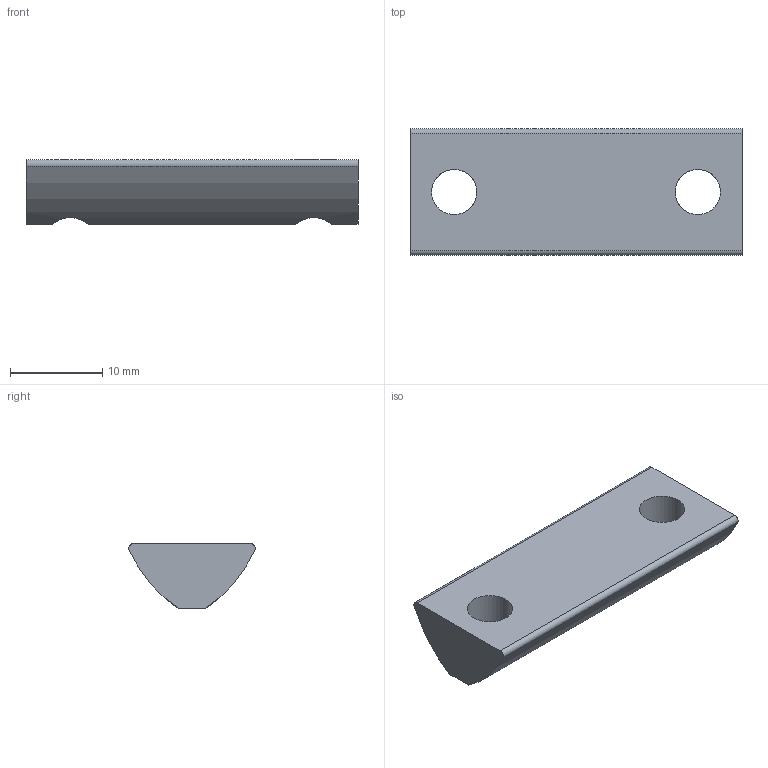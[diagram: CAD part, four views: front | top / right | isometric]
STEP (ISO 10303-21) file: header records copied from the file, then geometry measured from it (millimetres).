
FILE_DESCRIPTION(/* description */ ('Alibre Inc.'),/* implementation_level */ '2;1');
FILE_NAME(/* name */ 'export-9E3E0E55-9F00-4379-BB31-6942B2F7C51B',/* time_stamp */ '2021-01-04T21:16:12+01:00',/* author */ (''),/* organization */ (''),/* preprocessor_version */ 'ST-DEVELOPER v17',/* originating_system */ 'Alibre',/* authorisation */ '');
FILE_SCHEMA (('AUTOMOTIVE_DESIGN'));
Length unit declared in the file: millimetre
Products named in the file (1): _096006D36
Bounding box: 36 x 13.7 x 7 mm (x, y, z)
Volume: 2191.3 mm3; surface area: 1503.5 mm2
Topology: 1 solids, 1 shells, 12 faces, 36 edges, 24 vertices
Faces by surface type: cylinder 6, plane 6
Full cylindrical faces by diameter (mm): 4.917 x2
Entity records: 528 total; most frequent: CARTESIAN_POINT 156, ORIENTED_EDGE 72, DIRECTION 66, EDGE_CURVE 36, AXIS2_PLACEMENT_3D 28, VERTEX_POINT 24, CIRCLE 16, VECTOR 16
